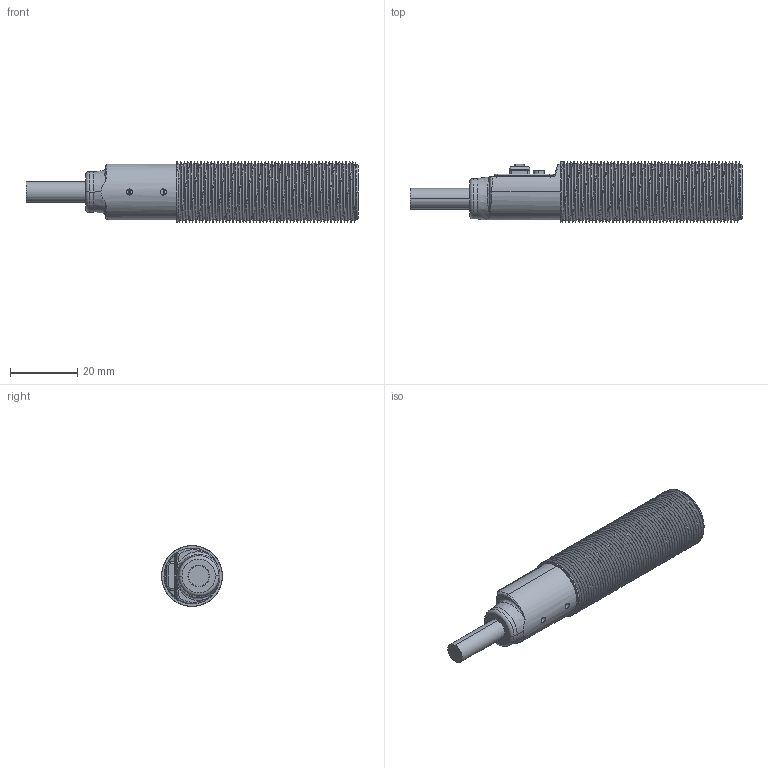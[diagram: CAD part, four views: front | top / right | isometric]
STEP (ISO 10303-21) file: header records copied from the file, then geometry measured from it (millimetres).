
FILE_DESCRIPTION((''),'2;1');
FILE_NAME('159577_ASM','2015-10-21T',('pdmadmin'),(''),'PRO/ENGINEER BY PARAMETRIC TECHNOLOGY CORPORATION, 2013230','PRO/ENGINEER BY PARAMETRIC TECHNOLOGY CORPORATION, 2013230','');
FILE_SCHEMA(('CONFIG_CONTROL_DESIGN'));
Products named in the file (10): 66980; 67463; 65020; 65019; 115456_ASM; 112049; 67015; 111771; CABLE_240; 159577_ASM
Assembly tree (9 placements, depth 3):
  159577_ASM
    66980
    67463
    115456_ASM
      65020
      65019
    112049
    67015
    111771
    CABLE_240
Bounding box: 98.46 x 18 x 18 mm (x, y, z)
Volume: 7545.2 mm3; surface area: 15026.7 mm2
Topology: 8 solids, 8 shells, 487 faces, 1246 edges, 780 vertices
Faces by surface type: cylinder 213, plane 168, bspline 65, cone 21, torus 16, sphere 4
Entity records: 29081 total; most frequent: CARTESIAN_POINT 17797, ORIENTED_EDGE 2468, DIRECTION 2049, EDGE_CURVE 1234, VERTEX_POINT 780, AXIS2_PLACEMENT_3D 704, VECTOR 641, LINE 641
